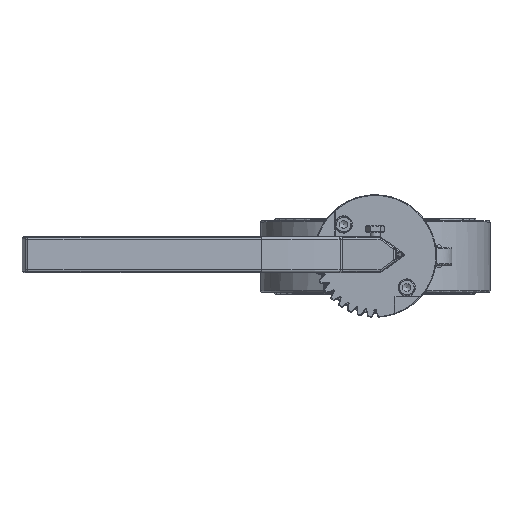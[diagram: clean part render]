
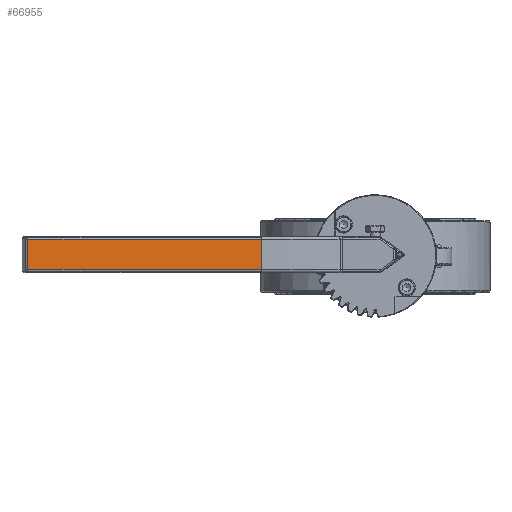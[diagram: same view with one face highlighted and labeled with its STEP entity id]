
A CAD part, top view. The second image highlights one B-rep face of the part: STEP entity #66955.
In plain terms, the highlighted planar face has unit normal (0.082, 0, 0.997).
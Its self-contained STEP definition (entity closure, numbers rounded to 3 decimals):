
#66916=CARTESIAN_POINT('',(-272.405,1.,262.993));
#66917=DIRECTION('',(0.082,-0.,0.997));
#66918=DIRECTION('',(0.997,-0.,-0.082));
#66919=AXIS2_PLACEMENT_3D('',#66916,#66917,#66918);
#66920=PLANE('',#66919);
#66921=CARTESIAN_POINT('',(-272.405,13.,262.993));
#66922=VERTEX_POINT('',#66921);
#66923=CARTESIAN_POINT('',(-89.018,13.,247.99));
#66924=VERTEX_POINT('',#66923);
#66925=CARTESIAN_POINT('',(-272.405,13.,262.993));
#66926=DIRECTION('',(0.997,-0.,-0.082));
#66927=VECTOR('',#66926,184.);
#66928=LINE('',#66925,#66927);
#66929=EDGE_CURVE('',#66922,#66924,#66928,.T.);
#66930=ORIENTED_EDGE('',*,*,#66929,.F.);
#66931=CARTESIAN_POINT('',(-272.405,-11.,262.993));
#66932=VERTEX_POINT('',#66931);
#66933=CARTESIAN_POINT('',(-272.405,-11.,262.993));
#66934=DIRECTION('',(0.,1.,0.));
#66935=VECTOR('',#66934,24.);
#66936=LINE('',#66933,#66935);
#66937=EDGE_CURVE('',#66932,#66922,#66936,.T.);
#66938=ORIENTED_EDGE('',*,*,#66937,.F.);
#66939=CARTESIAN_POINT('',(-89.018,-11.,247.99));
#66940=VERTEX_POINT('',#66939);
#66941=CARTESIAN_POINT('',(-89.018,-11.,247.99));
#66942=DIRECTION('',(-0.997,0.,0.082));
#66943=VECTOR('',#66942,184.);
#66944=LINE('',#66941,#66943);
#66945=EDGE_CURVE('',#66940,#66932,#66944,.T.);
#66946=ORIENTED_EDGE('',*,*,#66945,.F.);
#66947=CARTESIAN_POINT('',(-89.018,-11.,247.99));
#66948=DIRECTION('',(0.,1.,0.));
#66949=VECTOR('',#66948,24.);
#66950=LINE('',#66947,#66949);
#66951=EDGE_CURVE('',#66940,#66924,#66950,.T.);
#66952=ORIENTED_EDGE('',*,*,#66951,.T.);
#66953=EDGE_LOOP('',(#66930,#66938,#66946,#66952));
#66954=FACE_BOUND('',#66953,.T.);
#66955=ADVANCED_FACE('',(#66954),#66920,.T.);
